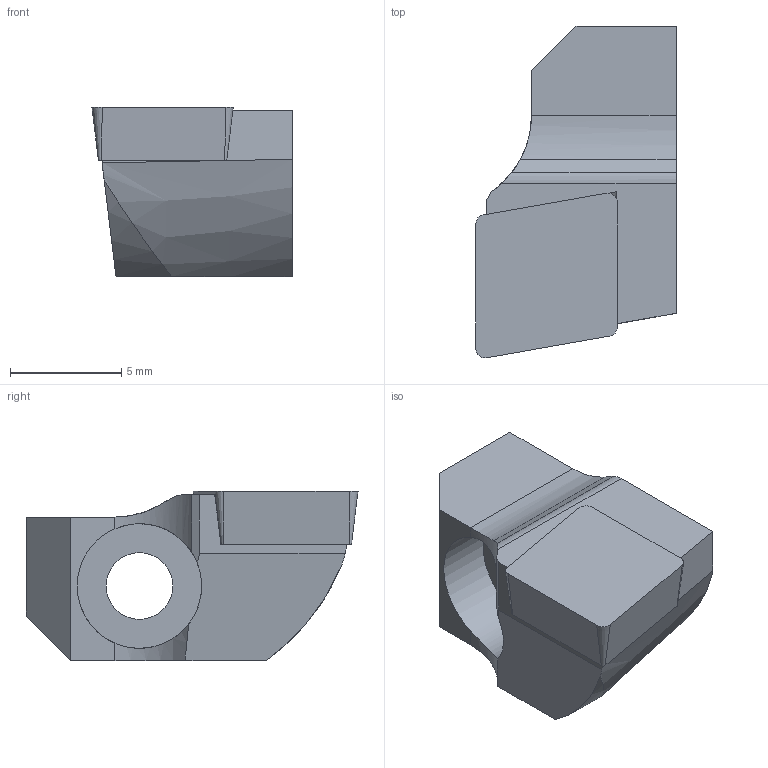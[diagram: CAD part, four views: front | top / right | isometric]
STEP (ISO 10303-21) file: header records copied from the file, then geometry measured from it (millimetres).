
FILE_DESCRIPTION(/* description */ (''),/* implementation_level */ '2;1');
FILE_NAME(/* name */ 'AKSR-18-22.stp',/* time_stamp */ '2023-10-10T16:44:57+03:00',/* author */ (''),/* organization */ (''),/* preprocessor_version */ 'ST-DEVELOPER v19.4',/* originating_system */ 'SIEMENS PLM Software NX2306.3001',/* authorisation */ '');
FILE_SCHEMA (('AP203_CONFIGURATION_CONTROLLED_3D_DESIGN_OF_MECHANICAL_PARTS_AND_ASSEMBLIES_MIM_LF { 1 0 10303 403 2 1 2}'));
Length unit declared in the file: millimetre
Products named in the file (1): AKSR-AKCR-dxf-jpg
Bounding box: 9 x 14.92 x 7.6 mm (x, y, z)
Volume: 561.2 mm3; surface area: 657.9 mm2
Topology: 2 solids, 2 shells, 35 faces, 92 edges, 61 vertices
Faces by surface type: plane 23, cylinder 7, cone 5
Full cylindrical faces by diameter (mm): 3 x1, 5.6 x1
Entity records: 1424 total; most frequent: CARTESIAN_POINT 234, DIRECTION 177, ORIENTED_EDGE 176, EDGE_CURVE 88, AXIS2_PLACEMENT_3D 60, VERTEX_POINT 59, LINE 57, VECTOR 57
